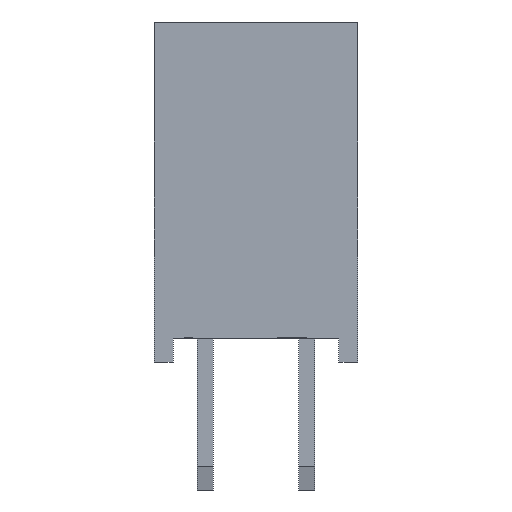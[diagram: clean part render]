
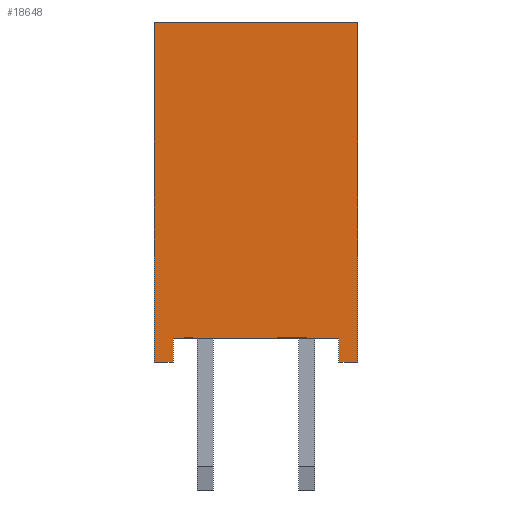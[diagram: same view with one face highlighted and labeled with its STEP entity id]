
A CAD part, left-side view. The second image highlights one B-rep face of the part: STEP entity #18648.
In plain terms, the highlighted planar face has unit normal (-1, 0, 0).
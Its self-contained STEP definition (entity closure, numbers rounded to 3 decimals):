
#6 = CARTESIAN_POINT ( 'NONE',  ( -1.27, 2.07, 0. ) ) ;
#576 = VERTEX_POINT ( 'NONE', #22895 ) ;
#1336 = FACE_OUTER_BOUND ( 'NONE', #42787, .T. ) ;
#1979 = ORIENTED_EDGE ( 'NONE', *, *, #47325, .T. ) ;
#2072 = VERTEX_POINT ( 'NONE', #31465 ) ;
#2167 = EDGE_CURVE ( 'NONE', #21846, #34695, #45583, .T. ) ;
#4017 = VERTEX_POINT ( 'NONE', #17156 ) ;
#4125 = CARTESIAN_POINT ( 'NONE',  ( -1.27, 2.54, 0. ) ) ;
#4552 = VERTEX_POINT ( 'NONE', #6 ) ;
#4893 = EDGE_CURVE ( 'NONE', #2072, #576, #30176, .T. ) ;
#5033 = PLANE ( 'NONE',  #46628 ) ;
#7414 = DIRECTION ( 'NONE',  ( 0., -1., 0. ) ) ;
#7516 = EDGE_CURVE ( 'NONE', #34695, #4017, #42336, .T. ) ;
#7744 = ORIENTED_EDGE ( 'NONE', *, *, #4893, .F. ) ;
#8201 = VECTOR ( 'NONE', #22734, 1000. ) ;
#9648 = VECTOR ( 'NONE', #16268, 1000. ) ;
#9977 = VECTOR ( 'NONE', #46501, 1000. ) ;
#11074 = LINE ( 'NONE', #36055, #18641 ) ;
#11840 = DIRECTION ( 'NONE',  ( 0., 0., -1. ) ) ;
#13039 = ORIENTED_EDGE ( 'NONE', *, *, #2167, .F. ) ;
#13210 = DIRECTION ( 'NONE',  ( 0., -1., 0. ) ) ;
#16268 = DIRECTION ( 'NONE',  ( 0., -1., 0. ) ) ;
#16989 = DIRECTION ( 'NONE',  ( 0., 0., -1. ) ) ;
#17031 = VECTOR ( 'NONE', #7414, 1000. ) ;
#17156 = CARTESIAN_POINT ( 'NONE',  ( -1.27, -2.54, 0. ) ) ;
#17529 = EDGE_CURVE ( 'NONE', #2072, #4017, #47432, .T. ) ;
#17949 = CARTESIAN_POINT ( 'NONE',  ( -1.27, -2.54, 8.5 ) ) ;
#18641 = VECTOR ( 'NONE', #11840, 1000. ) ;
#18648 = ADVANCED_FACE ( 'NONE', ( #1336 ), #5033, .F. ) ;
#21682 = DIRECTION ( 'NONE',  ( 0., 0., 1. ) ) ;
#21846 = VERTEX_POINT ( 'NONE', #46461 ) ;
#22093 = VERTEX_POINT ( 'NONE', #46985 ) ;
#22201 = VERTEX_POINT ( 'NONE', #36657 ) ;
#22734 = DIRECTION ( 'NONE',  ( 0., 0., -1. ) ) ;
#22895 = CARTESIAN_POINT ( 'NONE',  ( -1.27, -2.07, 0.6 ) ) ;
#27393 = LINE ( 'NONE', #4125, #9648 ) ;
#27645 = VECTOR ( 'NONE', #21682, 1000. ) ;
#30176 = LINE ( 'NONE', #42411, #27645 ) ;
#30262 = VECTOR ( 'NONE', #13210, 1000. ) ;
#31465 = CARTESIAN_POINT ( 'NONE',  ( -1.27, -2.07, 0. ) ) ;
#32416 = VECTOR ( 'NONE', #37542, 1000. ) ;
#33107 = CARTESIAN_POINT ( 'NONE',  ( -1.27, 2.54, 8.5 ) ) ;
#33491 = EDGE_CURVE ( 'NONE', #22201, #4552, #27393, .T. ) ;
#34695 = VERTEX_POINT ( 'NONE', #41596 ) ;
#36055 = CARTESIAN_POINT ( 'NONE',  ( -1.27, 2.54, 8.5 ) ) ;
#36177 = EDGE_CURVE ( 'NONE', #576, #22093, #41285, .T. ) ;
#36657 = CARTESIAN_POINT ( 'NONE',  ( -1.27, 2.54, 0. ) ) ;
#37542 = DIRECTION ( 'NONE',  ( 0., 1., 0. ) ) ;
#40891 = DIRECTION ( 'NONE',  ( 1., 0., 0. ) ) ;
#41116 = CARTESIAN_POINT ( 'NONE',  ( -1.27, 0.47, 0.6 ) ) ;
#41285 = LINE ( 'NONE', #41116, #32416 ) ;
#41525 = ORIENTED_EDGE ( 'NONE', *, *, #7516, .F. ) ;
#41596 = CARTESIAN_POINT ( 'NONE',  ( -1.27, -2.54, 8.5 ) ) ;
#42336 = LINE ( 'NONE', #17949, #8201 ) ;
#42411 = CARTESIAN_POINT ( 'NONE',  ( -1.27, -2.07, 0.6 ) ) ;
#42787 = EDGE_LOOP ( 'NONE', ( #48922, #7744, #50513, #41525, #13039, #1979, #43884, #49940 ) ) ;
#43884 = ORIENTED_EDGE ( 'NONE', *, *, #33491, .T. ) ;
#43901 = EDGE_CURVE ( 'NONE', #22093, #4552, #44838, .T. ) ;
#44838 = LINE ( 'NONE', #50398, #9977 ) ;
#45583 = LINE ( 'NONE', #51524, #17031 ) ;
#46461 = CARTESIAN_POINT ( 'NONE',  ( -1.27, 2.54, 8.5 ) ) ;
#46501 = DIRECTION ( 'NONE',  ( 0., 0., -1. ) ) ;
#46628 = AXIS2_PLACEMENT_3D ( 'NONE', #33107, #40891, #16989 ) ;
#46985 = CARTESIAN_POINT ( 'NONE',  ( -1.27, 2.07, 0.6 ) ) ;
#47325 = EDGE_CURVE ( 'NONE', #21846, #22201, #11074, .T. ) ;
#47432 = LINE ( 'NONE', #49702, #30262 ) ;
#48922 = ORIENTED_EDGE ( 'NONE', *, *, #36177, .F. ) ;
#49702 = CARTESIAN_POINT ( 'NONE',  ( -1.27, 2.54, 0. ) ) ;
#49940 = ORIENTED_EDGE ( 'NONE', *, *, #43901, .F. ) ;
#50398 = CARTESIAN_POINT ( 'NONE',  ( -1.27, 2.07, 0.6 ) ) ;
#50513 = ORIENTED_EDGE ( 'NONE', *, *, #17529, .T. ) ;
#51524 = CARTESIAN_POINT ( 'NONE',  ( -1.27, 2.54, 8.5 ) ) ;
